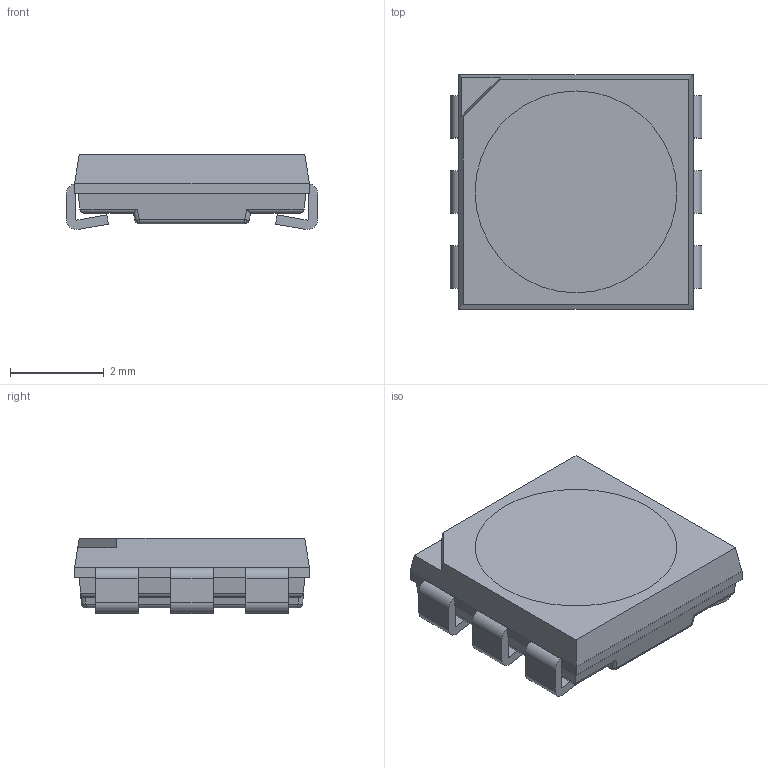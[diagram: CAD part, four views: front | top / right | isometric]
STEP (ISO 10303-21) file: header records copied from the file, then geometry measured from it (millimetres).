
FILE_DESCRIPTION(/* description */ ('Unknown'),/* implementation_level */ '2;1');
FILE_NAME(/* name */ '150505601xxxx',/* time_stamp */ '2020-10-01T10:31:06+02:00',/* author */ ('Unknown'),/* organization */ ('Unknown'),/* preprocessor_version */ 'ST-DEVELOPER v16.7',/* originating_system */ 'DEX',/* authorisation */ $);
FILE_SCHEMA (('AUTOMOTIVE_DESIGN {1 0 10303 214 3 1 1}'));
Length unit declared in the file: millimetre
Products named in the file (4): 150505601xxxx; Body; Glue; Pads
Assembly tree (3 placements, depth 2):
  150505601xxxx
    Body
    Glue
    Pads
Bounding box: 5.36 x 5 x 1.6 mm (x, y, z)
Volume: 34.1 mm3; surface area: 191.7 mm2
Topology: 5 solids, 5 shells, 280 faces, 707 edges, 458 vertices
Faces by surface type: plane 172, cylinder 89, bspline 13, sphere 4, cone 2
Full cylindrical faces by diameter (mm): 0.075 x22, 0.9 x1
Entity records: 11082 total; most frequent: CARTESIAN_POINT 2749, DIRECTION 1408, ORIENTED_EDGE 1330, EDGE_CURVE 665, AXIS2_PLACEMENT_3D 480, VERTEX_POINT 457, LINE 448, VECTOR 448
